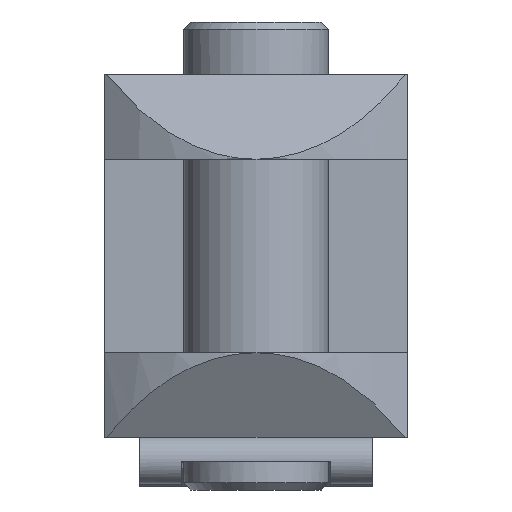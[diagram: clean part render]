
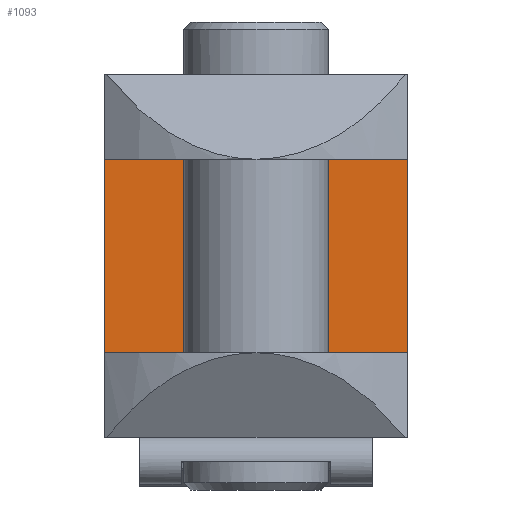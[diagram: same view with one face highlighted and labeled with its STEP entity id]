
A CAD part, left-side view. The second image highlights one B-rep face of the part: STEP entity #1093.
In plain terms, the highlighted planar face has unit normal (-1, 0, 0).
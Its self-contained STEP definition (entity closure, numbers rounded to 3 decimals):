
#41=PLANE('',#1197);
#91=LINE('',#1742,#187);
#97=LINE('',#1754,#193);
#119=LINE('',#1820,#215);
#120=LINE('',#1822,#216);
#187=VECTOR('',#1344,1000.);
#193=VECTOR('',#1352,1000.);
#215=VECTOR('',#1424,1000.);
#216=VECTOR('',#1427,1000.);
#383=ORIENTED_EDGE('',*,*,#617,.T.);
#384=ORIENTED_EDGE('',*,*,#660,.T.);
#385=ORIENTED_EDGE('',*,*,#623,.T.);
#386=ORIENTED_EDGE('',*,*,#659,.F.);
#617=EDGE_CURVE('',#770,#769,#91,.T.);
#623=EDGE_CURVE('',#775,#774,#97,.T.);
#659=EDGE_CURVE('',#770,#774,#119,.T.);
#660=EDGE_CURVE('',#769,#775,#120,.T.);
#769=VERTEX_POINT('',#1741);
#770=VERTEX_POINT('',#1743);
#774=VERTEX_POINT('',#1753);
#775=VERTEX_POINT('',#1755);
#916=EDGE_LOOP('',(#383,#384,#385,#386));
#996=FACE_BOUND('',#916,.T.);
#1093=ADVANCED_FACE('',(#996),#41,.T.);
#1197=AXIS2_PLACEMENT_3D('',#1821,#1425,#1426);
#1344=DIRECTION('',(0.,0.,-1.));
#1352=DIRECTION('',(0.,0.,1.));
#1424=DIRECTION('',(0.,-1.,0.));
#1425=DIRECTION('',(-1.,0.,0.));
#1426=DIRECTION('',(0.,0.,1.));
#1427=DIRECTION('',(0.,-1.,0.));
#1741=CARTESIAN_POINT('',(26.,12.5,-8.));
#1742=CARTESIAN_POINT('',(26.,12.5,15.));
#1743=CARTESIAN_POINT('',(26.,12.5,8.));
#1753=CARTESIAN_POINT('',(26.,-12.5,8.));
#1754=CARTESIAN_POINT('',(26.,-12.5,15.));
#1755=CARTESIAN_POINT('',(26.,-12.5,-8.));
#1820=CARTESIAN_POINT('',(26.,25.,8.));
#1821=CARTESIAN_POINT('',(26.,25.,8.));
#1822=CARTESIAN_POINT('',(26.,25.,-8.));
